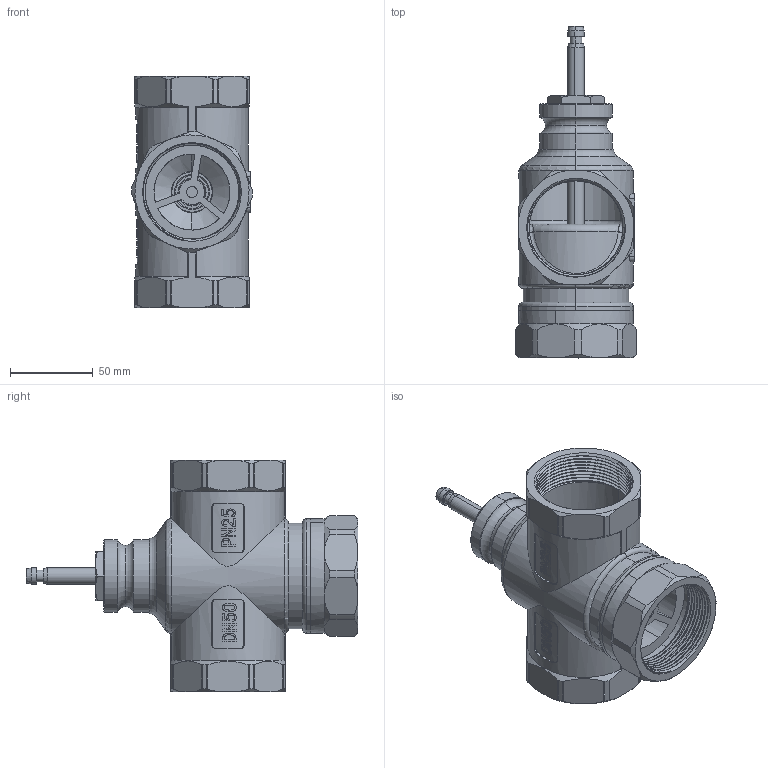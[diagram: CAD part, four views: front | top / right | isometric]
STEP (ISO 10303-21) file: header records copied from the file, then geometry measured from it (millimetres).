
FILE_DESCRIPTION((''),'2;1');
FILE_NAME('3D_STEP_CAD_MODEL_OF__SW0001','2023-04-18T14:37:33',('phili'),(''),'CREO PARAMETRIC BY PTC INC, 2019010','CREO PARAMETRIC BY PTC INC, 2019010','');
FILE_SCHEMA(('CONFIG_CONTROL_DESIGN'));
Products named in the file (1): 3D_STEP_CAD_MODEL_OF__SW0001
Bounding box: 72.99 x 200.5 x 140 mm (x, y, z)
Surface area: 128974.4 mm2 (no closed solid volume)
Topology: 0 solids, 19 shells, 560 faces, 2177 edges, 1619 vertices
Faces by surface type: cylinder 286, plane 90, cone 79, bspline 72, torus 33
Entity records: 72079 total; most frequent: CARTESIAN_POINT 55984, ORIENTED_EDGE 3563, DIRECTION 2591, EDGE_CURVE 2177, VERTEX_POINT 1619, B_SPLINE_CURVE_WITH_KNOTS 1083, AXIS2_PLACEMENT_3D 1009, EDGE_LOOP 610
